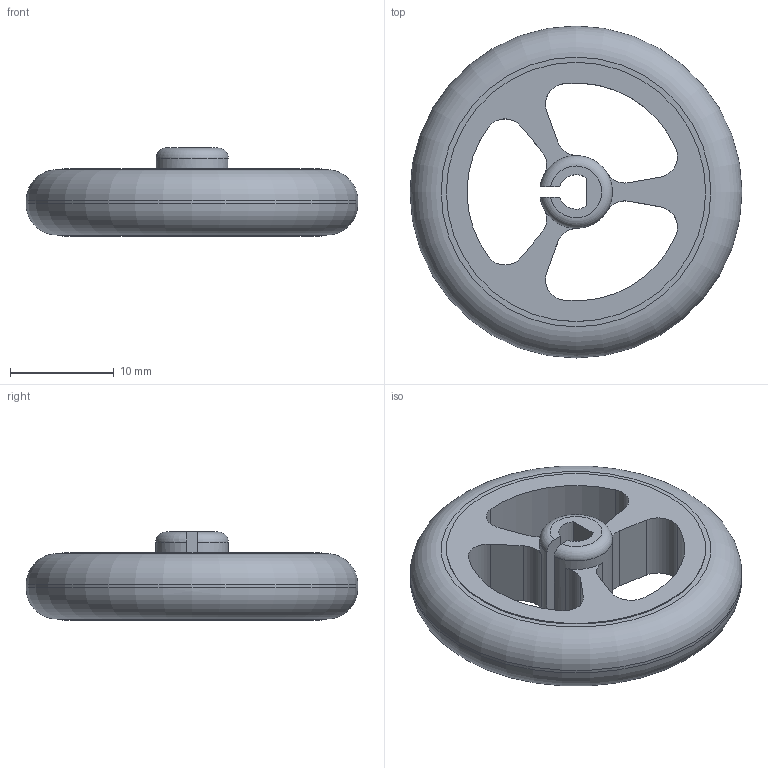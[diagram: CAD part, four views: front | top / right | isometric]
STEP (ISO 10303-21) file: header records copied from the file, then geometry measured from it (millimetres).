
FILE_DESCRIPTION(/* description */ (''),/* implementation_level */ '2;1');
FILE_NAME(/* name */ 'wheel 32mm pololu.stp',/* time_stamp */ '2019-03-03T17:20:31+09:00',/* author */ ('tlsru'),/* organization */ (''),/* preprocessor_version */ 'ST-DEVELOPER v15.6',/* originating_system */ 'Autodesk Inventor 2015',/* authorisation */ '');
FILE_SCHEMA (('AUTOMOTIVE_DESIGN { 1 0 10303 214 3 1 1 }'));
Length unit declared in the file: millimetre
Products named in the file (1): wheel 32mm pololu
Bounding box: 32 x 32 x 8.5 mm (x, y, z)
Volume: 3183.8 mm3; surface area: 2298.2 mm2
Topology: 1 solids, 1 shells, 38 faces, 107 edges, 71 vertices
Faces by surface type: cylinder 21, plane 14, torus 3
Full cylindrical faces by diameter (mm): 25 x2, 32 x1
Entity records: 1289 total; most frequent: DIRECTION 228, CARTESIAN_POINT 228, ORIENTED_EDGE 202, EDGE_CURVE 101, AXIS2_PLACEMENT_3D 90, VERTEX_POINT 70, CIRCLE 51, EDGE_LOOP 49
